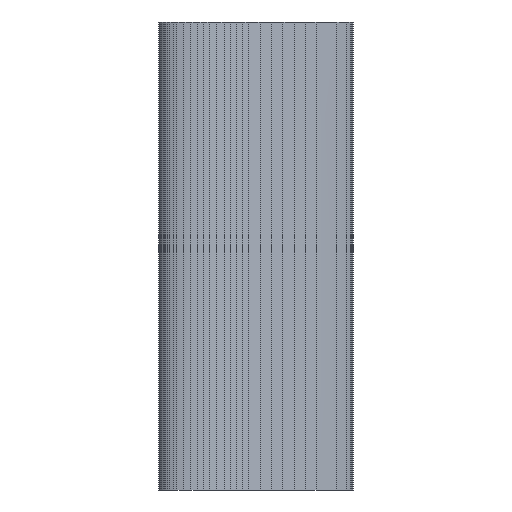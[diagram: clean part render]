
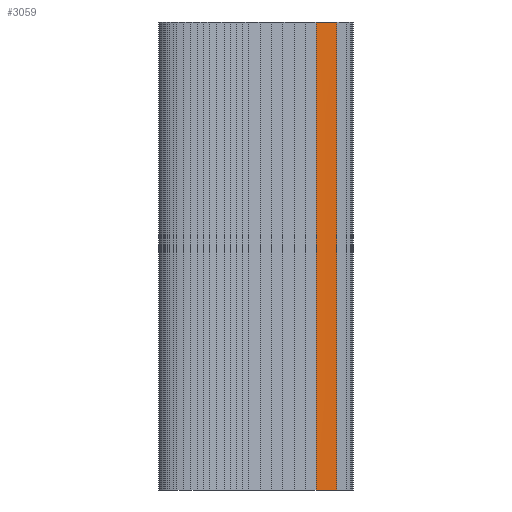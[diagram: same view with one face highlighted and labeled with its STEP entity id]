
A CAD part, front view. The second image highlights one B-rep face of the part: STEP entity #3059.
In plain terms, the highlighted face is a extrusion surface.
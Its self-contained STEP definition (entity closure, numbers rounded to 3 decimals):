
#765=CARTESIAN_POINT('Vertex',(416.645,86.,-300.)) ;
#769=CARTESIAN_POINT('Control Point',(435.548,102.823,-300.)) ;
#770=CARTESIAN_POINT('Control Point',(432.047,99.404,-300.)) ;
#771=CARTESIAN_POINT('Control Point',(428.362,96.011,-300.)) ;
#772=CARTESIAN_POINT('Control Point',(424.557,92.653,-300.)) ;
#773=CARTESIAN_POINT('Control Point',(420.643,89.314,-300.)) ;
#774=CARTESIAN_POINT('Control Point',(416.645,86.,-300.)) ;
#775=CARTESIAN_POINT('Vertex',(435.548,102.823,-300.)) ;
#1013=CARTESIAN_POINT('Vertex',(435.548,102.823,-725.)) ;
#1017=CARTESIAN_POINT('Control Point',(435.548,102.823,-725.)) ;
#1018=CARTESIAN_POINT('Control Point',(432.047,99.404,-725.)) ;
#1019=CARTESIAN_POINT('Control Point',(428.362,96.011,-725.)) ;
#1020=CARTESIAN_POINT('Control Point',(424.557,92.653,-725.)) ;
#1021=CARTESIAN_POINT('Control Point',(420.643,89.314,-725.)) ;
#1022=CARTESIAN_POINT('Control Point',(416.645,86.,-725.)) ;
#1023=CARTESIAN_POINT('Vertex',(416.645,86.,-725.)) ;
#3026=CARTESIAN_POINT('Line Origine',(416.645,86.,0.)) ;
#3039=CARTESIAN_POINT('Control Point',(435.548,102.823,0.)) ;
#3040=CARTESIAN_POINT('Control Point',(432.16,99.514,0.)) ;
#3041=CARTESIAN_POINT('Control Point',(428.532,96.165,0.)) ;
#3042=CARTESIAN_POINT('Control Point',(424.717,92.79,0.)) ;
#3043=CARTESIAN_POINT('Control Point',(420.747,89.4,0.)) ;
#3044=CARTESIAN_POINT('Control Point',(416.645,86.,0.)) ;
#3048=CARTESIAN_POINT('Line Origine',(435.548,102.823,0.)) ;
#3027=DIRECTION('Vector Direction',(0.,0.,-1.)) ;
#3045=DIRECTION('Vector Direction',(0.,0.,-1.)) ;
#3049=DIRECTION('Vector Direction',(0.,0.,-1.)) ;
#3054=ORIENTED_EDGE('',*,*,#3052,.F.) ;
#3055=ORIENTED_EDGE('',*,*,#777,.T.) ;
#3056=ORIENTED_EDGE('',*,*,#3030,.T.) ;
#3057=ORIENTED_EDGE('',*,*,#1025,.F.) ;
#3028=VECTOR('Line Direction',#3027,1.) ;
#3046=VECTOR('Extrusion Surface Vector',#3045,1.) ;
#3050=VECTOR('Line Direction',#3049,1.) ;
#3059=ADVANCED_FACE('Extrusion volumique.3',(#3058),#3047,.T.) ;
#768=B_SPLINE_CURVE_WITH_KNOTS('',5,(#769,#770,#771,#772,#773,#774),.UNSPECIFIED.,.F.,.U.,(6,6),(0.,35.818),.UNSPECIFIED.) ;
#1016=B_SPLINE_CURVE_WITH_KNOTS('',5,(#1017,#1018,#1019,#1020,#1021,#1022),.UNSPECIFIED.,.F.,.U.,(6,6),(0.,35.818),.UNSPECIFIED.) ;
#3038=B_SPLINE_CURVE_WITH_KNOTS('',5,(#3039,#3040,#3041,#3042,#3043,#3044),.UNSPECIFIED.,.F.,.U.,(6,6),(0.,25.316),.UNSPECIFIED.) ;
#777=EDGE_CURVE('',#776,#766,#768,.T.) ;
#1025=EDGE_CURVE('',#1014,#1024,#1016,.T.) ;
#3030=EDGE_CURVE('',#766,#1024,#3029,.T.) ;
#3052=EDGE_CURVE('',#776,#1014,#3051,.T.) ;
#3053=EDGE_LOOP('',(#3054,#3055,#3056,#3057)) ;
#3058=FACE_OUTER_BOUND('',#3053,.T.) ;
#3029=LINE('Line',#3026,#3028) ;
#3051=LINE('Line',#3048,#3050) ;
#3047=SURFACE_OF_LINEAR_EXTRUSION('generated tabulated cylinder',#3038,#3046) ;
#766=VERTEX_POINT('',#765) ;
#776=VERTEX_POINT('',#775) ;
#1014=VERTEX_POINT('',#1013) ;
#1024=VERTEX_POINT('',#1023) ;
